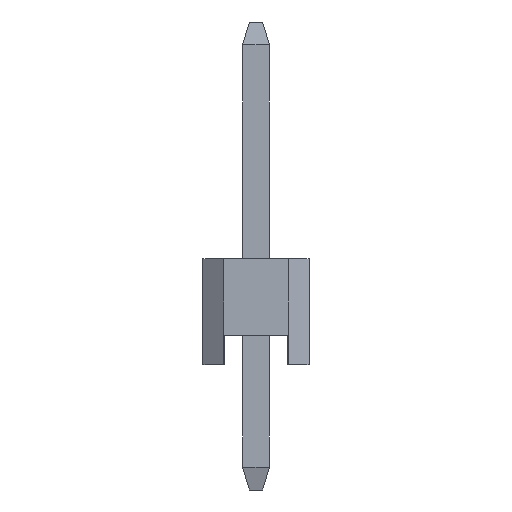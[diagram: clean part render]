
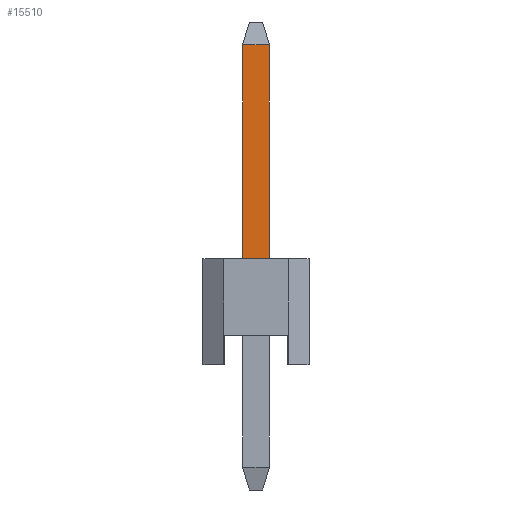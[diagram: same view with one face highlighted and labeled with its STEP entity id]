
A CAD part, left-side view. The second image highlights one B-rep face of the part: STEP entity #15510.
In plain terms, the highlighted planar face has unit normal (-1, 0, 0).
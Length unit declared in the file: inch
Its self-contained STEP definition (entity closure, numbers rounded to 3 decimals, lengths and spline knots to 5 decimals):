
#353 = PLANE('',#354);
#354 = AXIS2_PLACEMENT_3D('',#355,#356,#357);
#355 = CARTESIAN_POINT('',(-0.1,0.03031,0.1));
#356 = DIRECTION('',(0.,0.,-1.));
#357 = DIRECTION('',(-1.,0.,-0.));
#14000 = VERTEX_POINT('',#14001);
#14001 = CARTESIAN_POINT('',(-0.3626,-0.0126,0.1));
#14015 = PLANE('',#14016);
#14016 = AXIS2_PLACEMENT_3D('',#14017,#14018,#14019);
#14017 = CARTESIAN_POINT('',(-0.3374,-0.0126,
    -0.09661));
#14018 = DIRECTION('',(0.,-1.,0.));
#14019 = DIRECTION('',(-1.,0.,0.));
#14056 = VERTEX_POINT('',#14057);
#14057 = CARTESIAN_POINT('',(-0.3626,0.0126,0.1));
#14071 = PLANE('',#14072);
#14072 = AXIS2_PLACEMENT_3D('',#14073,#14074,#14075);
#14073 = CARTESIAN_POINT('',(-0.3626,0.0126,
    -0.09661));
#14074 = DIRECTION('',(0.,1.,0.));
#14075 = DIRECTION('',(1.,0.,0.));
#14083 = EDGE_CURVE('',#14000,#14056,#14084,.T.);
#14084 = SURFACE_CURVE('',#14085,(#14089,#14096),.PCURVE_S1.);
#14085 = LINE('',#14086,#14087);
#14086 = CARTESIAN_POINT('',(-0.3626,0.00886,0.1));
#14087 = VECTOR('',#14088,0.03937);
#14088 = DIRECTION('',(0.,1.,0.));
#14089 = PCURVE('',#353,#14090);
#14090 = DEFINITIONAL_REPRESENTATION('',(#14091),#14095);
#14091 = LINE('',#14092,#14093);
#14092 = CARTESIAN_POINT('',(0.263,-0.021));
#14093 = VECTOR('',#14094,1.);
#14094 = DIRECTION('',(0.,1.));
#14095 = ( GEOMETRIC_REPRESENTATION_CONTEXT(2) 
PARAMETRIC_REPRESENTATION_CONTEXT() REPRESENTATION_CONTEXT('2D SPACE',''
  ) );
#14096 = PCURVE('',#14097,#14102);
#14097 = PLANE('',#14098);
#14098 = AXIS2_PLACEMENT_3D('',#14099,#14100,#14101);
#14099 = CARTESIAN_POINT('',(-0.3626,-0.0126,
    -0.09661));
#14100 = DIRECTION('',(-1.,0.,0.));
#14101 = DIRECTION('',(0.,1.,0.));
#14102 = DEFINITIONAL_REPRESENTATION('',(#14103),#14107);
#14103 = LINE('',#14104,#14105);
#14104 = CARTESIAN_POINT('',(0.021,-0.197));
#14105 = VECTOR('',#14106,1.);
#14106 = DIRECTION('',(1.,0.));
#14107 = ( GEOMETRIC_REPRESENTATION_CONTEXT(2) 
PARAMETRIC_REPRESENTATION_CONTEXT() REPRESENTATION_CONTEXT('2D SPACE',''
  ) );
#15510 = ADVANCED_FACE('',(#15511),#14097,.T.);
#15511 = FACE_BOUND('',#15512,.T.);
#15512 = EDGE_LOOP('',(#15513,#15514,#15537,#15565));
#15513 = ORIENTED_EDGE('',*,*,#14083,.F.);
#15514 = ORIENTED_EDGE('',*,*,#15515,.T.);
#15515 = EDGE_CURVE('',#14000,#15516,#15518,.T.);
#15516 = VERTEX_POINT('',#15517);
#15517 = CARTESIAN_POINT('',(-0.3626,-0.0126,
    0.30134));
#15518 = SURFACE_CURVE('',#15519,(#15523,#15530),.PCURVE_S1.);
#15519 = LINE('',#15520,#15521);
#15520 = CARTESIAN_POINT('',(-0.3626,-0.0126,
    -0.09661));
#15521 = VECTOR('',#15522,0.03937);
#15522 = DIRECTION('',(0.,0.,1.));
#15523 = PCURVE('',#14097,#15524);
#15524 = DEFINITIONAL_REPRESENTATION('',(#15525),#15529);
#15525 = LINE('',#15526,#15527);
#15526 = CARTESIAN_POINT('',(0.,0.));
#15527 = VECTOR('',#15528,1.);
#15528 = DIRECTION('',(0.,-1.));
#15529 = ( GEOMETRIC_REPRESENTATION_CONTEXT(2) 
PARAMETRIC_REPRESENTATION_CONTEXT() REPRESENTATION_CONTEXT('2D SPACE',''
  ) );
#15530 = PCURVE('',#14015,#15531);
#15531 = DEFINITIONAL_REPRESENTATION('',(#15532),#15536);
#15532 = LINE('',#15533,#15534);
#15533 = CARTESIAN_POINT('',(0.025,0.));
#15534 = VECTOR('',#15535,1.);
#15535 = DIRECTION('',(0.,-1.));
#15536 = ( GEOMETRIC_REPRESENTATION_CONTEXT(2) 
PARAMETRIC_REPRESENTATION_CONTEXT() REPRESENTATION_CONTEXT('2D SPACE',''
  ) );
#15537 = ORIENTED_EDGE('',*,*,#15538,.T.);
#15538 = EDGE_CURVE('',#15516,#15539,#15541,.T.);
#15539 = VERTEX_POINT('',#15540);
#15540 = CARTESIAN_POINT('',(-0.3626,0.0126,
    0.30134));
#15541 = SURFACE_CURVE('',#15542,(#15546,#15553),.PCURVE_S1.);
#15542 = LINE('',#15543,#15544);
#15543 = CARTESIAN_POINT('',(-0.3626,-0.0126,
    0.30134));
#15544 = VECTOR('',#15545,0.03937);
#15545 = DIRECTION('',(0.,1.,0.));
#15546 = PCURVE('',#14097,#15547);
#15547 = DEFINITIONAL_REPRESENTATION('',(#15548),#15552);
#15548 = LINE('',#15549,#15550);
#15549 = CARTESIAN_POINT('',(0.,-0.398));
#15550 = VECTOR('',#15551,1.);
#15551 = DIRECTION('',(1.,0.));
#15552 = ( GEOMETRIC_REPRESENTATION_CONTEXT(2) 
PARAMETRIC_REPRESENTATION_CONTEXT() REPRESENTATION_CONTEXT('2D SPACE',''
  ) );
#15553 = PCURVE('',#15554,#15559);
#15554 = B_SPLINE_SURFACE_WITH_KNOTS('',1,1,(
    (#15555,#15556)
    ,(#15557,#15558
    )),.UNSPECIFIED.,.F.,.F.,.F.,(2,2),(2,2),(0.,0.64),(0.,1.),
  .PIECEWISE_BEZIER_KNOTS.);
#15555 = CARTESIAN_POINT('',(-0.3626,-0.0126,
    0.30134));
#15556 = CARTESIAN_POINT('',(-0.3563,-0.0063,
    0.32283));
#15557 = CARTESIAN_POINT('',(-0.3626,0.0126,
    0.30134));
#15558 = CARTESIAN_POINT('',(-0.3563,0.0063,
    0.32283));
#15559 = DEFINITIONAL_REPRESENTATION('',(#15560),#15564);
#15560 = LINE('',#15561,#15562);
#15561 = CARTESIAN_POINT('',(0.,0.));
#15562 = VECTOR('',#15563,1.);
#15563 = DIRECTION('',(1.,0.));
#15564 = ( GEOMETRIC_REPRESENTATION_CONTEXT(2) 
PARAMETRIC_REPRESENTATION_CONTEXT() REPRESENTATION_CONTEXT('2D SPACE',''
  ) );
#15565 = ORIENTED_EDGE('',*,*,#15566,.F.);
#15566 = EDGE_CURVE('',#14056,#15539,#15567,.T.);
#15567 = SURFACE_CURVE('',#15568,(#15572,#15579),.PCURVE_S1.);
#15568 = LINE('',#15569,#15570);
#15569 = CARTESIAN_POINT('',(-0.3626,0.0126,
    -0.09661));
#15570 = VECTOR('',#15571,0.03937);
#15571 = DIRECTION('',(0.,0.,1.));
#15572 = PCURVE('',#14097,#15573);
#15573 = DEFINITIONAL_REPRESENTATION('',(#15574),#15578);
#15574 = LINE('',#15575,#15576);
#15575 = CARTESIAN_POINT('',(0.025,0.));
#15576 = VECTOR('',#15577,1.);
#15577 = DIRECTION('',(0.,-1.));
#15578 = ( GEOMETRIC_REPRESENTATION_CONTEXT(2) 
PARAMETRIC_REPRESENTATION_CONTEXT() REPRESENTATION_CONTEXT('2D SPACE',''
  ) );
#15579 = PCURVE('',#14071,#15580);
#15580 = DEFINITIONAL_REPRESENTATION('',(#15581),#15585);
#15581 = LINE('',#15582,#15583);
#15582 = CARTESIAN_POINT('',(0.,0.));
#15583 = VECTOR('',#15584,1.);
#15584 = DIRECTION('',(0.,-1.));
#15585 = ( GEOMETRIC_REPRESENTATION_CONTEXT(2) 
PARAMETRIC_REPRESENTATION_CONTEXT() REPRESENTATION_CONTEXT('2D SPACE',''
  ) );
